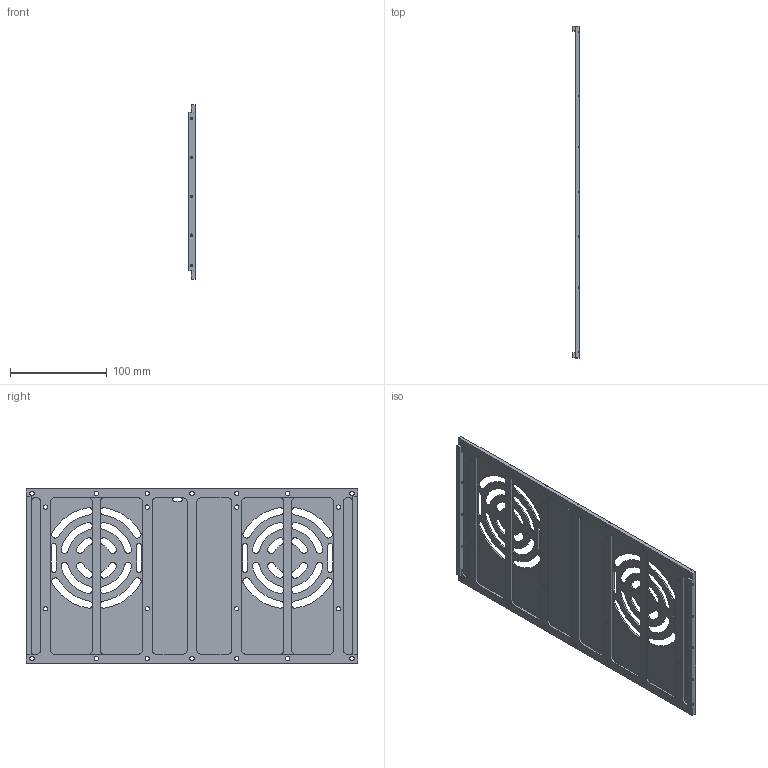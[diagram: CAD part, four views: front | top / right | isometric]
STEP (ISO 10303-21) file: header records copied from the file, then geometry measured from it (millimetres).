
FILE_DESCRIPTION (( 'STEP AP203' ), '1' );
FILE_NAME ('aw8-050-281.STEP', '2020-07-08T10:26:43', ( 'zhang' ), ( '' ), 'SwSTEP 2.0', 'SolidWorks 2016', '' );
FILE_SCHEMA (( 'CONFIG_CONTROL_DESIGN' ));
Length unit declared in the file: millimetre
Products named in the file (1): aw8-050-281
Bounding box: 6.5 x 342 x 180 mm (x, y, z)
Volume: 127684.1 mm3; surface area: 126100.3 mm2
Topology: 1 solids, 1 shells, 462 faces, 1289 edges, 830 vertices
Faces by surface type: cylinder 313, plane 105, cone 44
Entity records: 15350 total; most frequent: DIRECTION 2837, CARTESIAN_POINT 2604, ORIENTED_EDGE 2578, EDGE_CURVE 1289, AXIS2_PLACEMENT_3D 1089, VERTEX_POINT 830, LINE 659, VECTOR 659
